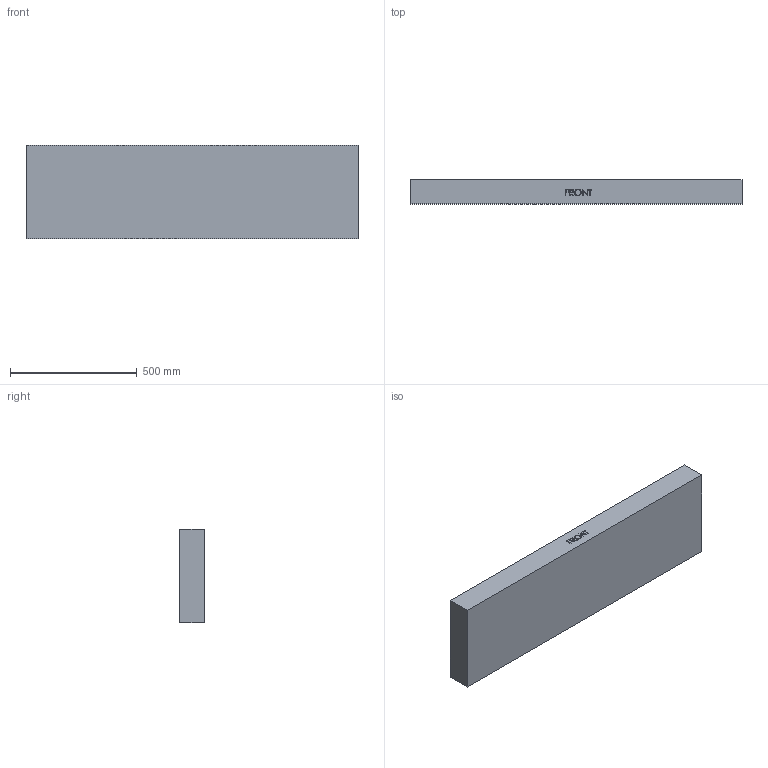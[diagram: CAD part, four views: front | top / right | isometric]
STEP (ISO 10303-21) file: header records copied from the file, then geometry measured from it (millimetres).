
FILE_DESCRIPTION (( 'STEP AP203' ), '1' );
FILE_NAME ('1750 OEM BOTTOM.STEP', '2007-01-25T16:35:34', ( ' ' ), ( ' ' ), 'SwSTEP 2.0', 'SolidWorks 2006233', '' );
FILE_SCHEMA (( 'CONFIG_CONTROL_DESIGN' ));
Length unit declared in the file: inch
Products named in the file (1): 1750 OEM BOTTOM
Bounding box: 1310.13 x 95.25 x 370.83 mm (x, y, z)
Volume: 7322811.4 mm3; surface area: 1551233.7 mm2
Topology: 1 solids, 1 shells, 377 faces, 949 edges, 581 vertices
Faces by surface type: plane 147, cylinder 114, bspline 72, torus 26, cone 10, sphere 8
Entity records: 13689 total; most frequent: CARTESIAN_POINT 5500, ORIENTED_EDGE 1890, DIRECTION 1468, EDGE_CURVE 945, VERTEX_POINT 581, AXIS2_PLACEMENT_3D 509, VECTOR 450, LINE 450
